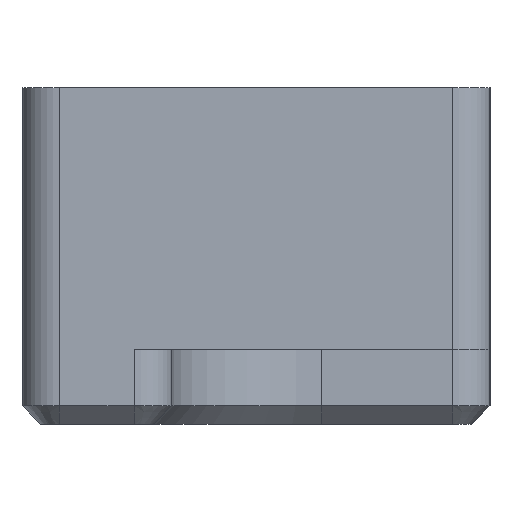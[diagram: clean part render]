
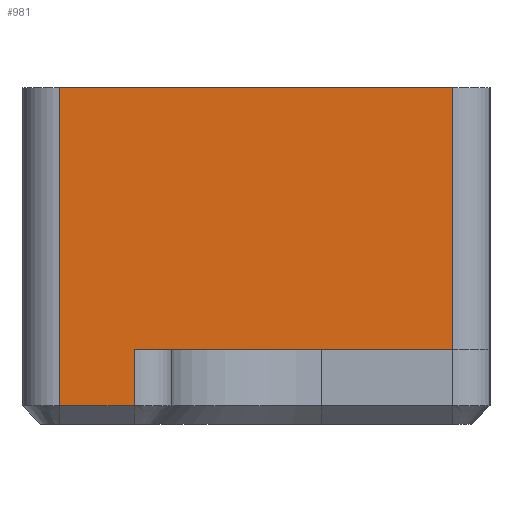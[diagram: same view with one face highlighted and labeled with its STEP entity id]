
A CAD part, left-side view. The second image highlights one B-rep face of the part: STEP entity #981.
In plain terms, the highlighted planar face has unit normal (-1, 0, 0).
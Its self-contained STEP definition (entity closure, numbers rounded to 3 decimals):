
#47=PLANE('',#1067);
#83=FACE_OUTER_BOUND('',#139,.T.);
#139=EDGE_LOOP('',(#729,#730,#731,#732,#733,#734));
#251=LINE('',#1510,#349);
#263=LINE('',#1546,#361);
#264=LINE('',#1548,#362);
#265=LINE('',#1550,#363);
#266=LINE('',#1552,#364);
#267=LINE('',#1553,#365);
#349=VECTOR('',#1201,10.);
#361=VECTOR('',#1239,10.);
#362=VECTOR('',#1240,10.);
#363=VECTOR('',#1241,10.);
#364=VECTOR('',#1242,10.);
#365=VECTOR('',#1243,10.);
#446=VERTEX_POINT('',#1501);
#448=VERTEX_POINT('',#1508);
#459=VERTEX_POINT('',#1545);
#460=VERTEX_POINT('',#1547);
#461=VERTEX_POINT('',#1549);
#462=VERTEX_POINT('',#1551);
#549=EDGE_CURVE('',#448,#446,#251,.T.);
#567=EDGE_CURVE('',#459,#448,#263,.T.);
#568=EDGE_CURVE('',#459,#460,#264,.T.);
#569=EDGE_CURVE('',#461,#460,#265,.T.);
#570=EDGE_CURVE('',#462,#461,#266,.T.);
#571=EDGE_CURVE('',#446,#462,#267,.T.);
#729=ORIENTED_EDGE('',*,*,#549,.F.);
#730=ORIENTED_EDGE('',*,*,#567,.F.);
#731=ORIENTED_EDGE('',*,*,#568,.T.);
#732=ORIENTED_EDGE('',*,*,#569,.F.);
#733=ORIENTED_EDGE('',*,*,#570,.F.);
#734=ORIENTED_EDGE('',*,*,#571,.F.);
#981=ADVANCED_FACE('',(#83),#47,.T.);
#1067=AXIS2_PLACEMENT_3D('',#1544,#1237,#1238);
#1201=DIRECTION('',(0.,1.,0.));
#1237=DIRECTION('center_axis',(-1.,0.,0.));
#1238=DIRECTION('ref_axis',(0.,1.,0.));
#1239=DIRECTION('',(0.,0.,-1.));
#1240=DIRECTION('',(0.,-1.,0.));
#1241=DIRECTION('',(0.,0.,-1.));
#1242=DIRECTION('',(0.,-1.,0.));
#1243=DIRECTION('',(0.,0.,1.));
#1501=CARTESIAN_POINT('',(-6.237,6.475,-4.25));
#1508=CARTESIAN_POINT('',(-6.237,5.475,-4.25));
#1510=CARTESIAN_POINT('',(-6.237,-18.687,-4.25));
#1544=CARTESIAN_POINT('Origin',(-6.237,0.725,0.));
#1545=CARTESIAN_POINT('',(-6.237,5.475,-3.5));
#1546=CARTESIAN_POINT('',(-6.237,5.475,-2.25));
#1547=CARTESIAN_POINT('',(-6.237,1.225,-3.5));
#1548=CARTESIAN_POINT('',(-6.237,2.288,-3.5));
#1549=CARTESIAN_POINT('',(-6.237,1.225,0.));
#1550=CARTESIAN_POINT('',(-6.237,1.225,0.));
#1551=CARTESIAN_POINT('',(-6.237,6.475,0.));
#1552=CARTESIAN_POINT('',(-6.237,5.975,0.));
#1553=CARTESIAN_POINT('',(-6.237,6.475,0.));
